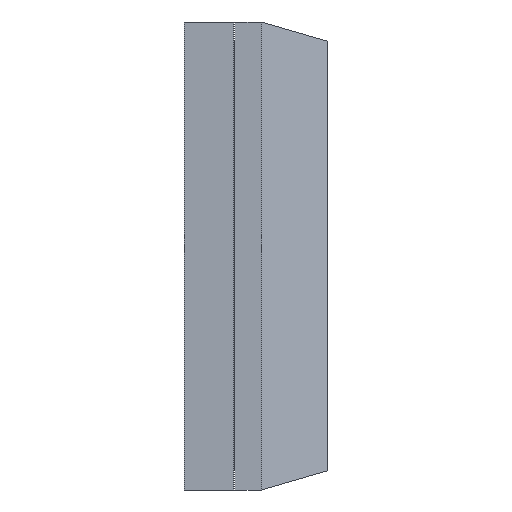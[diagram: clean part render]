
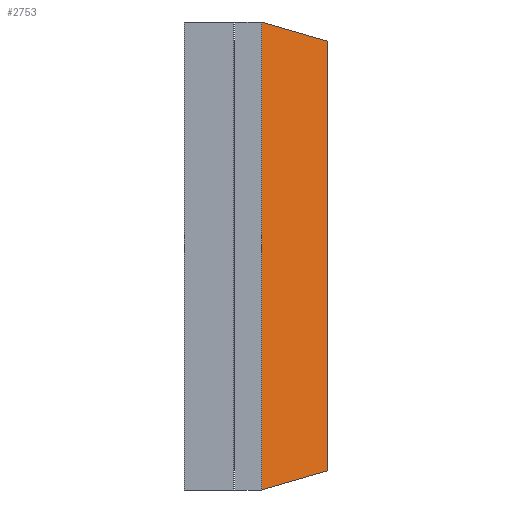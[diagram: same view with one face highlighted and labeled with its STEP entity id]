
A CAD part, left-side view. The second image highlights one B-rep face of the part: STEP entity #2753.
In plain terms, the highlighted planar face has unit normal (-0.936, -0.351, 0).
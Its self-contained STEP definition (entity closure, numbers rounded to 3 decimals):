
#26 = DIRECTION ( 'NONE',  ( -0.339, 0.903, -0.263 ) ) ;
#116 = VERTEX_POINT ( 'NONE', #3009 ) ;
#211 = PLANE ( 'NONE',  #428 ) ;
#302 = CARTESIAN_POINT ( 'NONE',  ( -38., 0., -39. ) ) ;
#373 = VECTOR ( 'NONE', #2653, 1000. ) ;
#428 = AXIS2_PLACEMENT_3D ( 'NONE', #2776, #1483, #1710 ) ;
#467 = EDGE_CURVE ( 'NONE', #116, #2268, #1987, .T. ) ;
#490 = VECTOR ( 'NONE', #26, 1000. ) ;
#555 = DIRECTION ( 'NONE',  ( 0.339, -0.903, -0.263 ) ) ;
#643 = FACE_OUTER_BOUND ( 'NONE', #3267, .T. ) ;
#887 = LINE ( 'NONE', #2397, #373 ) ;
#1049 = LINE ( 'NONE', #1789, #490 ) ;
#1080 = VECTOR ( 'NONE', #555, 1000. ) ;
#1396 = VECTOR ( 'NONE', #2262, 1000. ) ;
#1425 = EDGE_CURVE ( 'NONE', #2268, #2836, #3087, .T. ) ;
#1444 = ORIENTED_EDGE ( 'NONE', *, *, #1763, .F. ) ;
#1483 = DIRECTION ( 'NONE',  ( 0.936, 0.351, 0. ) ) ;
#1710 = DIRECTION ( 'NONE',  ( -0.351, 0.936, 0. ) ) ;
#1763 = EDGE_CURVE ( 'NONE', #2836, #2790, #1049, .T. ) ;
#1767 = CARTESIAN_POINT ( 'NONE',  ( -42.5, 12., -42.5 ) ) ;
#1789 = CARTESIAN_POINT ( 'NONE',  ( -42.5, 12., -42.5 ) ) ;
#1855 = ORIENTED_EDGE ( 'NONE', *, *, #2192, .T. ) ;
#1885 = CARTESIAN_POINT ( 'NONE',  ( -38., 0., 39. ) ) ;
#1951 = CARTESIAN_POINT ( 'NONE',  ( -38., 0., 42.5 ) ) ;
#1987 = LINE ( 'NONE', #2901, #1080 ) ;
#2076 = ORIENTED_EDGE ( 'NONE', *, *, #1425, .F. ) ;
#2192 = EDGE_CURVE ( 'NONE', #116, #2790, #887, .T. ) ;
#2262 = DIRECTION ( 'NONE',  ( 0., 0., -1. ) ) ;
#2268 = VERTEX_POINT ( 'NONE', #1885 ) ;
#2397 = CARTESIAN_POINT ( 'NONE',  ( -42.5, 12., 42.5 ) ) ;
#2623 = ORIENTED_EDGE ( 'NONE', *, *, #467, .F. ) ;
#2653 = DIRECTION ( 'NONE',  ( 0., 0., -1. ) ) ;
#2753 = ADVANCED_FACE ( 'NONE', ( #643 ), #211, .F. ) ;
#2776 = CARTESIAN_POINT ( 'NONE',  ( -42.5, 12., 42.5 ) ) ;
#2790 = VERTEX_POINT ( 'NONE', #1767 ) ;
#2836 = VERTEX_POINT ( 'NONE', #302 ) ;
#2901 = CARTESIAN_POINT ( 'NONE',  ( -42.5, 12., 42.5 ) ) ;
#3009 = CARTESIAN_POINT ( 'NONE',  ( -42.5, 12., 42.5 ) ) ;
#3087 = LINE ( 'NONE', #1951, #1396 ) ;
#3267 = EDGE_LOOP ( 'NONE', ( #2076, #2623, #1855, #1444 ) ) ;
